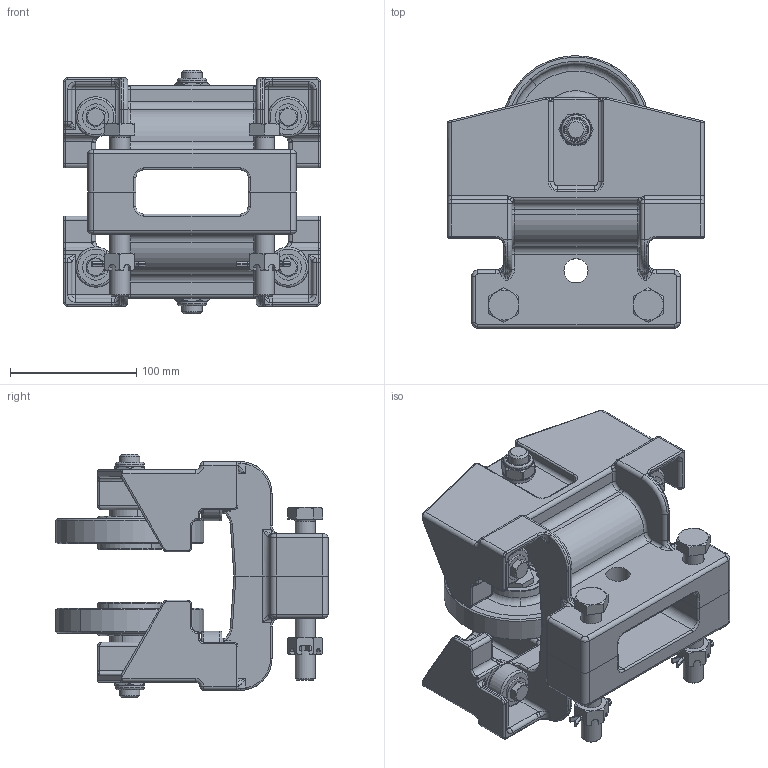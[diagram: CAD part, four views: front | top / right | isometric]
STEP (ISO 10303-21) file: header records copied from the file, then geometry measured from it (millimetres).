
FILE_DESCRIPTION((''),'2;1');
FILE_NAME('10154 MBC-1000-3-325 TROLLEY WO KU.stp','2011-03-30T11:29:30',('jholman'),(''),'Autodesk Inventor 2011','Autodesk Inventor 2011','');
FILE_SCHEMA(('AUTOMOTIVE_DESIGN { 1 0 10303 214 1 1 1 1 }'));
Length unit declared in the file: inch
Products named in the file (19): 10154.iam (LevelofDetail1); 3D11M5B4D; 3D11OHB4D; 3D1127B4C; 3D11W6B4B; 3D11A6B4A; 3D11Q6B4B; 3D11K7B4B; 3D1144G4A; 3D1134G4A; 3D11NHB4B; 3D11X6B4A; 3D1153B4A; 3D11L3B4B; Hex Nut - UNC (Regular Thread - Inch) 3/8 - 16; Hex Cap Screw - Inch 5/8-11 UNC - 5; Pin - Cotter - Extended Prong Square Cut Type (Inch) SAE J487a 5/32 x 1 1/4  Extended Prong Square Cut Type; Slotted Hex Nut - Inch 5/8 - 11
Assembly tree (31 placements, depth 3):
  10154.iam (LevelofDetail1)
    3D11M5B4D  x2
    3D11OHB4D  x2
      3D1127B4C
      3D11W6B4B
      3D11A6B4A
      3D11Q6B4B
      3D11K7B4B
    3D1144G4A  x2
    3D1134G4A  x2
    3D11NHB4B  x4
      3D11X6B4A
      3D1153B4A
      3D11L3B4B
    Hex Nut - UNC (Regular Thread - Inch) 3/8 - 16  x4
    Hex Cap Screw - Inch 5/8-11 UNC - 5
    Pin - Cotter - Extended Prong Square Cut Type (Inch) SAE J487a 5/32 x 1 1/4  Extended Prong Square Cut Type  x2
    Slotted Hex Nut - Inch 5/8 - 11  x2
    Hex Cap Screw - Inch 5/8-11 UNC - 5
Bounding box: 203.2 x 215.63 x 193.09 mm (x, y, z)
Volume: 1699506.5 mm3; surface area: 401998.7 mm2
Topology: 42 solids, 42 shells, 2063 faces, 4785 edges, 2710 vertices
Faces by surface type: cylinder 653, plane 434, bspline 384, torus 286, cone 170, sphere 136
Full cylindrical faces by diameter (mm): 4.366 x1, 7.798 x4, 9.525 x8, 13.386 x4, 14.288 x4, 14.351 x2, 15.862 x2, 15.875 x2, 16.272 x2, 16.612 x2, 16.98 x2, 17.066 x4, 17.374 x2, 19.126 x2, 21.431 x2, 23.114 x2, 25.4 x2, 40.005 x2
Entity records: 31060 total; most frequent: CARTESIAN_POINT 10485, DIRECTION 4277, ORIENTED_EDGE 4088, EDGE_CURVE 2044, AXIS2_PLACEMENT_3D 1817, VERTEX_POINT 1214, EDGE_LOOP 1008, CIRCLE 985
